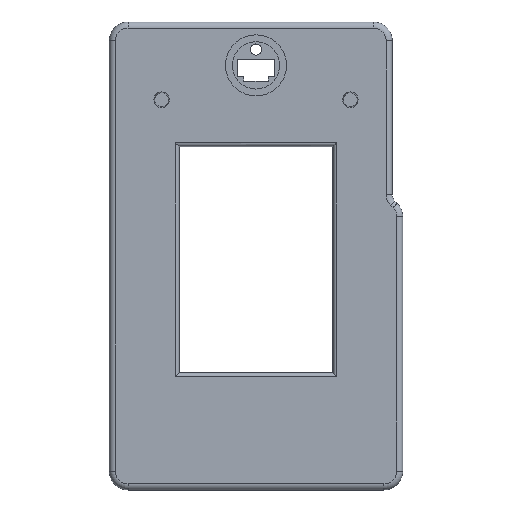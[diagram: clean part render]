
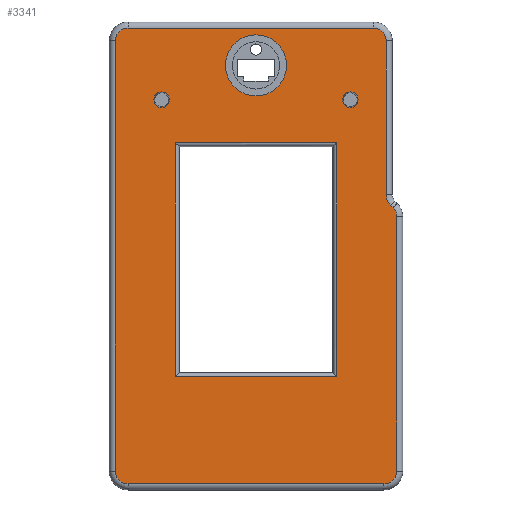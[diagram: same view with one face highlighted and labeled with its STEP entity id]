
A CAD part, top view. The second image highlights one B-rep face of the part: STEP entity #3341.
In plain terms, the highlighted planar face has unit normal (0, 0, 1).
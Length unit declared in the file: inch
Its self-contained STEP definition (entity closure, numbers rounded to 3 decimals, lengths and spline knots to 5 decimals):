
#27=FACE_BOUND('',#511,.T.);
#28=FACE_BOUND('',#512,.T.);
#29=FACE_BOUND('',#513,.T.);
#30=FACE_BOUND('',#514,.T.);
#51=CIRCLE('',#3553,0.17);
#52=CIRCLE('',#3554,0.17);
#53=CIRCLE('',#3555,0.17);
#54=CIRCLE('',#3556,0.17);
#55=CIRCLE('',#3557,0.2);
#56=CIRCLE('',#3558,0.17);
#57=CIRCLE('',#3559,0.103);
#58=CIRCLE('',#3560,0.103);
#59=CIRCLE('',#3561,0.405);
#201=PLANE('',#3552);
#317=FACE_OUTER_BOUND('',#510,.T.);
#510=EDGE_LOOP('',(#2284,#2285,#2286,#2287,#2288,#2289,#2290,#2291,#2292,
#2293,#2294,#2295));
#511=EDGE_LOOP('',(#2296));
#512=EDGE_LOOP('',(#2297));
#513=EDGE_LOOP('',(#2298));
#514=EDGE_LOOP('',(#2299,#2300,#2301,#2302));
#725=LINE('',#4934,#1076);
#728=LINE('',#4945,#1079);
#729=LINE('',#4948,#1080);
#731=LINE('',#4953,#1082);
#738=LINE('',#4968,#1089);
#739=LINE('',#4972,#1090);
#740=LINE('',#4976,#1091);
#741=LINE('',#4980,#1092);
#742=LINE('',#4984,#1093);
#743=LINE('',#4988,#1094);
#1076=VECTOR('',#3891,0.3937);
#1079=VECTOR('',#3902,0.3937);
#1080=VECTOR('',#3905,0.3937);
#1082=VECTOR('',#3911,0.3937);
#1089=VECTOR('',#3924,0.3937);
#1090=VECTOR('',#3927,0.3937);
#1091=VECTOR('',#3930,0.3937);
#1092=VECTOR('',#3933,0.3937);
#1093=VECTOR('',#3936,0.3937);
#1094=VECTOR('',#3939,0.3937);
#1427=VERTEX_POINT('',#4932);
#1428=VERTEX_POINT('',#4933);
#1432=VERTEX_POINT('',#4943);
#1433=VERTEX_POINT('',#4947);
#1438=VERTEX_POINT('',#4966);
#1439=VERTEX_POINT('',#4967);
#1440=VERTEX_POINT('',#4969);
#1441=VERTEX_POINT('',#4971);
#1442=VERTEX_POINT('',#4973);
#1443=VERTEX_POINT('',#4975);
#1444=VERTEX_POINT('',#4977);
#1445=VERTEX_POINT('',#4979);
#1446=VERTEX_POINT('',#4981);
#1447=VERTEX_POINT('',#4983);
#1448=VERTEX_POINT('',#4985);
#1449=VERTEX_POINT('',#4987);
#1450=VERTEX_POINT('',#4990);
#1451=VERTEX_POINT('',#4992);
#1452=VERTEX_POINT('',#4994);
#1757=EDGE_CURVE('',#1427,#1428,#725,.T.);
#1763=EDGE_CURVE('',#1432,#1427,#728,.T.);
#1764=EDGE_CURVE('',#1433,#1432,#729,.T.);
#1767=EDGE_CURVE('',#1428,#1433,#731,.T.);
#1774=EDGE_CURVE('',#1438,#1439,#738,.T.);
#1775=EDGE_CURVE('',#1440,#1438,#51,.T.);
#1776=EDGE_CURVE('',#1441,#1440,#739,.T.);
#1777=EDGE_CURVE('',#1442,#1441,#52,.T.);
#1778=EDGE_CURVE('',#1443,#1442,#740,.T.);
#1779=EDGE_CURVE('',#1444,#1443,#53,.T.);
#1780=EDGE_CURVE('',#1445,#1444,#741,.T.);
#1781=EDGE_CURVE('',#1446,#1445,#54,.T.);
#1782=EDGE_CURVE('',#1447,#1446,#742,.T.);
#1783=EDGE_CURVE('',#1448,#1447,#55,.T.);
#1784=EDGE_CURVE('',#1449,#1448,#743,.T.);
#1785=EDGE_CURVE('',#1439,#1449,#56,.T.);
#1786=EDGE_CURVE('',#1450,#1450,#57,.T.);
#1787=EDGE_CURVE('',#1451,#1451,#58,.T.);
#1788=EDGE_CURVE('',#1452,#1452,#59,.T.);
#2284=ORIENTED_EDGE('',*,*,#1774,.F.);
#2285=ORIENTED_EDGE('',*,*,#1775,.F.);
#2286=ORIENTED_EDGE('',*,*,#1776,.F.);
#2287=ORIENTED_EDGE('',*,*,#1777,.F.);
#2288=ORIENTED_EDGE('',*,*,#1778,.F.);
#2289=ORIENTED_EDGE('',*,*,#1779,.F.);
#2290=ORIENTED_EDGE('',*,*,#1780,.F.);
#2291=ORIENTED_EDGE('',*,*,#1781,.F.);
#2292=ORIENTED_EDGE('',*,*,#1782,.F.);
#2293=ORIENTED_EDGE('',*,*,#1783,.F.);
#2294=ORIENTED_EDGE('',*,*,#1784,.F.);
#2295=ORIENTED_EDGE('',*,*,#1785,.F.);
#2296=ORIENTED_EDGE('',*,*,#1786,.T.);
#2297=ORIENTED_EDGE('',*,*,#1787,.T.);
#2298=ORIENTED_EDGE('',*,*,#1788,.T.);
#2299=ORIENTED_EDGE('',*,*,#1757,.F.);
#2300=ORIENTED_EDGE('',*,*,#1763,.F.);
#2301=ORIENTED_EDGE('',*,*,#1764,.F.);
#2302=ORIENTED_EDGE('',*,*,#1767,.F.);
#3341=ADVANCED_FACE('',(#317,#27,#28,#29,#30),#201,.T.);
#3552=AXIS2_PLACEMENT_3D('',#4965,#3922,#3923);
#3553=AXIS2_PLACEMENT_3D('',#4970,#3925,#3926);
#3554=AXIS2_PLACEMENT_3D('',#4974,#3928,#3929);
#3555=AXIS2_PLACEMENT_3D('',#4978,#3931,#3932);
#3556=AXIS2_PLACEMENT_3D('',#4982,#3934,#3935);
#3557=AXIS2_PLACEMENT_3D('',#4986,#3937,#3938);
#3558=AXIS2_PLACEMENT_3D('',#4989,#3940,#3941);
#3559=AXIS2_PLACEMENT_3D('',#4991,#3942,#3943);
#3560=AXIS2_PLACEMENT_3D('',#4993,#3944,#3945);
#3561=AXIS2_PLACEMENT_3D('',#4995,#3946,#3947);
#3891=DIRECTION('',(0.,1.,0.));
#3902=DIRECTION('',(1.,0.,0.));
#3905=DIRECTION('',(0.,-1.,0.));
#3911=DIRECTION('',(-1.,0.,0.));
#3922=DIRECTION('center_axis',(0.,0.,1.));
#3923=DIRECTION('ref_axis',(1.,0.,0.));
#3924=DIRECTION('',(1.,0.,0.));
#3925=DIRECTION('center_axis',(0.,0.,-1.));
#3926=DIRECTION('ref_axis',(-0.707,0.707,0.));
#3927=DIRECTION('',(0.,1.,0.));
#3928=DIRECTION('center_axis',(0.,0.,-1.));
#3929=DIRECTION('ref_axis',(-0.707,-0.707,0.));
#3930=DIRECTION('',(-1.,0.,0.));
#3931=DIRECTION('center_axis',(0.,0.,-1.));
#3932=DIRECTION('ref_axis',(0.707,-0.707,0.));
#3933=DIRECTION('',(0.,-1.,0.));
#3934=DIRECTION('center_axis',(0.,0.,-1.));
#3935=DIRECTION('ref_axis',(0.924,0.383,0.));
#3936=DIRECTION('',(0.707,-0.707,0.));
#3937=DIRECTION('center_axis',(0.,0.,1.));
#3938=DIRECTION('ref_axis',(-0.924,-0.383,0.));
#3939=DIRECTION('',(0.,-1.,0.));
#3940=DIRECTION('center_axis',(0.,0.,-1.));
#3941=DIRECTION('ref_axis',(0.707,0.707,0.));
#3942=DIRECTION('center_axis',(0.,0.,-1.));
#3943=DIRECTION('ref_axis',(1.,0.,0.));
#3944=DIRECTION('center_axis',(0.,0.,-1.));
#3945=DIRECTION('ref_axis',(1.,0.,0.));
#3946=DIRECTION('center_axis',(0.,0.,-1.));
#3947=DIRECTION('ref_axis',(1.,0.,0.));
#4932=CARTESIAN_POINT('',(3.015,1.5,0.55));
#4933=CARTESIAN_POINT('',(3.015,4.6,0.55));
#4934=CARTESIAN_POINT('',(3.015,2.325,0.55));
#4943=CARTESIAN_POINT('',(0.875,1.5,0.55));
#4945=CARTESIAN_POINT('',(1.435,1.5,0.55));
#4947=CARTESIAN_POINT('',(0.875,4.6,0.55));
#4948=CARTESIAN_POINT('',(0.875,3.825,0.55));
#4953=CARTESIAN_POINT('',(2.455,4.6,0.55));
#4965=CARTESIAN_POINT('Origin',(1.945,3.1,0.55));
#4966=CARTESIAN_POINT('',(0.25,6.12,0.55));
#4967=CARTESIAN_POINT('',(3.5,6.12,0.55));
#4968=CARTESIAN_POINT('',(2.7225,6.12,0.55));
#4969=CARTESIAN_POINT('',(0.08,5.95,0.55));
#4970=CARTESIAN_POINT('Origin',(0.25,5.95,0.55));
#4971=CARTESIAN_POINT('',(0.08,0.25,0.55));
#4972=CARTESIAN_POINT('',(0.08,4.525,0.55));
#4973=CARTESIAN_POINT('',(0.25,0.08,0.55));
#4974=CARTESIAN_POINT('Origin',(0.25,0.25,0.55));
#4975=CARTESIAN_POINT('',(3.64,0.08,0.55));
#4976=CARTESIAN_POINT('',(1.0975,0.08,0.55));
#4977=CARTESIAN_POINT('',(3.81,0.25,0.55));
#4978=CARTESIAN_POINT('Origin',(3.64,0.25,0.55));
#4979=CARTESIAN_POINT('',(3.81,3.61945,0.55));
#4980=CARTESIAN_POINT('',(3.81,1.675,0.55));
#4981=CARTESIAN_POINT('',(3.76021,3.73965,0.55));
#4982=CARTESIAN_POINT('Origin',(3.64,3.61945,0.55));
#4983=CARTESIAN_POINT('',(3.72858,3.77128,0.55));
#4984=CARTESIAN_POINT('',(3.46632,4.03354,0.55));
#4985=CARTESIAN_POINT('',(3.67,3.91271,0.55));
#4986=CARTESIAN_POINT('Origin',(3.87,3.91271,0.55));
#4987=CARTESIAN_POINT('',(3.67,5.95,0.55));
#4988=CARTESIAN_POINT('',(3.67,3.50635,0.55));
#4989=CARTESIAN_POINT('Origin',(3.5,5.95,0.55));
#4990=CARTESIAN_POINT('',(3.298,5.17,0.55));
#4991=CARTESIAN_POINT('Origin',(3.195,5.17,0.55));
#4992=CARTESIAN_POINT('',(0.592,5.17,0.55));
#4993=CARTESIAN_POINT('Origin',(0.695,5.17,0.55));
#4994=CARTESIAN_POINT('',(2.35,5.625,0.55));
#4995=CARTESIAN_POINT('Origin',(1.945,5.625,0.55));
